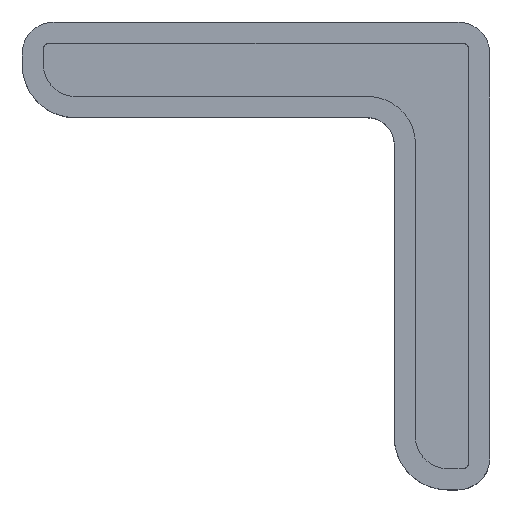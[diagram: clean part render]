
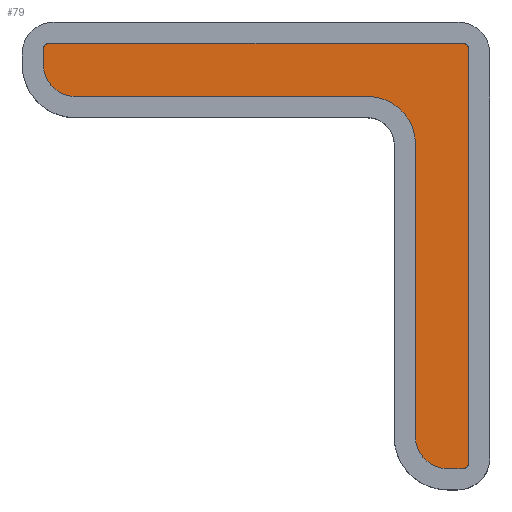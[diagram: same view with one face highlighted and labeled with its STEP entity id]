
A CAD part, top view. The second image highlights one B-rep face of the part: STEP entity #79.
In plain terms, the highlighted planar face has unit normal (0, 0, 1).
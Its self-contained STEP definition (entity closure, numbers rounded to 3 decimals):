
#79 = ADVANCED_FACE( '', ( #124 ), #125, .T. );
#124 = FACE_OUTER_BOUND( '', #203, .T. );
#125 = PLANE( '', #204 );
#203 = EDGE_LOOP( '', ( #365, #366, #367, #368, #369, #370, #371, #372, #373, #374, #375, #376 ) );
#204 = AXIS2_PLACEMENT_3D( '', #377, #378, #379 );
#365 = ORIENTED_EDGE( '', *, *, #642, .T. );
#366 = ORIENTED_EDGE( '', *, *, #645, .T. );
#367 = ORIENTED_EDGE( '', *, *, #646, .T. );
#368 = ORIENTED_EDGE( '', *, *, #647, .T. );
#369 = ORIENTED_EDGE( '', *, *, #648, .T. );
#370 = ORIENTED_EDGE( '', *, *, #649, .T. );
#371 = ORIENTED_EDGE( '', *, *, #650, .T. );
#372 = ORIENTED_EDGE( '', *, *, #651, .T. );
#373 = ORIENTED_EDGE( '', *, *, #652, .T. );
#374 = ORIENTED_EDGE( '', *, *, #653, .T. );
#375 = ORIENTED_EDGE( '', *, *, #654, .T. );
#376 = ORIENTED_EDGE( '', *, *, #655, .T. );
#377 = CARTESIAN_POINT( '', ( -0.5, -39.5, -13. ) );
#378 = DIRECTION( '', ( 0., 0., 1. ) );
#379 = DIRECTION( '', ( 1., 0., 0. ) );
#642 = EDGE_CURVE( '', #762, #760, #763, .T. );
#645 = EDGE_CURVE( '', #760, #765, #767, .T. );
#646 = EDGE_CURVE( '', #765, #768, #769, .T. );
#647 = EDGE_CURVE( '', #768, #770, #771, .T. );
#648 = EDGE_CURVE( '', #770, #772, #773, .T. );
#649 = EDGE_CURVE( '', #772, #774, #775, .T. );
#650 = EDGE_CURVE( '', #774, #776, #777, .T. );
#651 = EDGE_CURVE( '', #776, #778, #779, .T. );
#652 = EDGE_CURVE( '', #778, #780, #781, .T. );
#653 = EDGE_CURVE( '', #780, #782, #783, .T. );
#654 = EDGE_CURVE( '', #782, #784, #785, .T. );
#655 = EDGE_CURVE( '', #784, #762, #786, .T. );
#760 = VERTEX_POINT( '', #924 );
#762 = VERTEX_POINT( '', #927 );
#763 = CIRCLE( '', #928, 0.5 );
#765 = VERTEX_POINT( '', #931 );
#767 = LINE( '', #934, #935 );
#768 = VERTEX_POINT( '', #936 );
#769 = CIRCLE( '', #937, 0.5 );
#770 = VERTEX_POINT( '', #938 );
#771 = LINE( '', #939, #940 );
#772 = VERTEX_POINT( '', #941 );
#773 = CIRCLE( '', #942, 0.5 );
#774 = VERTEX_POINT( '', #943 );
#775 = LINE( '', #944, #945 );
#776 = VERTEX_POINT( '', #946 );
#777 = CIRCLE( '', #947, 3. );
#778 = VERTEX_POINT( '', #948 );
#779 = LINE( '', #949, #950 );
#780 = VERTEX_POINT( '', #951 );
#781 = CIRCLE( '', #952, 4.5 );
#782 = VERTEX_POINT( '', #953 );
#783 = LINE( '', #954, #955 );
#784 = VERTEX_POINT( '', #956 );
#785 = CIRCLE( '', #957, 3. );
#786 = LINE( '', #958, #959 );
#924 = CARTESIAN_POINT( '', ( 0., -39.5, -13. ) );
#927 = CARTESIAN_POINT( '', ( -0.5, -40., -13. ) );
#928 = AXIS2_PLACEMENT_3D( '', #1115, #1116, #1117 );
#931 = CARTESIAN_POINT( '', ( 0., -0.5, -13. ) );
#934 = CARTESIAN_POINT( '', ( 0., -39.5, -13. ) );
#935 = VECTOR( '', #1120, 1000. );
#936 = CARTESIAN_POINT( '', ( -0.5, 0., -13. ) );
#937 = AXIS2_PLACEMENT_3D( '', #1121, #1122, #1123 );
#938 = CARTESIAN_POINT( '', ( -39.5, 0., -13. ) );
#939 = CARTESIAN_POINT( '', ( -0.5, 0., -13. ) );
#940 = VECTOR( '', #1124, 1000. );
#941 = CARTESIAN_POINT( '', ( -40., -0.5, -13. ) );
#942 = AXIS2_PLACEMENT_3D( '', #1125, #1126, #1127 );
#943 = CARTESIAN_POINT( '', ( -40., -2., -13. ) );
#944 = CARTESIAN_POINT( '', ( -40., -0.5, -13. ) );
#945 = VECTOR( '', #1128, 1000. );
#946 = CARTESIAN_POINT( '', ( -37., -5., -13. ) );
#947 = AXIS2_PLACEMENT_3D( '', #1129, #1130, #1131 );
#948 = CARTESIAN_POINT( '', ( -9.5, -5., -13. ) );
#949 = CARTESIAN_POINT( '', ( -37., -5., -13. ) );
#950 = VECTOR( '', #1132, 1000. );
#951 = CARTESIAN_POINT( '', ( -5., -9.5, -13. ) );
#952 = AXIS2_PLACEMENT_3D( '', #1133, #1134, #1135 );
#953 = CARTESIAN_POINT( '', ( -5., -37., -13. ) );
#954 = CARTESIAN_POINT( '', ( -5., -9.5, -13. ) );
#955 = VECTOR( '', #1136, 1000. );
#956 = CARTESIAN_POINT( '', ( -2., -40., -13. ) );
#957 = AXIS2_PLACEMENT_3D( '', #1137, #1138, #1139 );
#958 = CARTESIAN_POINT( '', ( -2., -40., -13. ) );
#959 = VECTOR( '', #1140, 1000. );
#1115 = CARTESIAN_POINT( '', ( -0.5, -39.5, -13. ) );
#1116 = DIRECTION( '', ( 0., 0., 1. ) );
#1117 = DIRECTION( '', ( 0., -1., 0. ) );
#1120 = DIRECTION( '', ( 0., 1., 0. ) );
#1121 = CARTESIAN_POINT( '', ( -0.5, -0.5, -13. ) );
#1122 = DIRECTION( '', ( 0., 0., 1. ) );
#1123 = DIRECTION( '', ( 1., 0., 0. ) );
#1124 = DIRECTION( '', ( -1., 0., 0. ) );
#1125 = CARTESIAN_POINT( '', ( -39.5, -0.5, -13. ) );
#1126 = DIRECTION( '', ( 0., 0., 1. ) );
#1127 = DIRECTION( '', ( 0., 1., 0. ) );
#1128 = DIRECTION( '', ( 0., -1., 0. ) );
#1129 = CARTESIAN_POINT( '', ( -37., -2., -13. ) );
#1130 = DIRECTION( '', ( 0., 0., 1. ) );
#1131 = DIRECTION( '', ( -1., 0., 0. ) );
#1132 = DIRECTION( '', ( 1., 0., 0. ) );
#1133 = CARTESIAN_POINT( '', ( -9.5, -9.5, -13. ) );
#1134 = DIRECTION( '', ( 0., 0., -1. ) );
#1135 = DIRECTION( '', ( 0., 1., 0. ) );
#1136 = DIRECTION( '', ( 0., -1., 0. ) );
#1137 = CARTESIAN_POINT( '', ( -2., -37., -13. ) );
#1138 = DIRECTION( '', ( 0., 0., 1. ) );
#1139 = DIRECTION( '', ( -1., 0., 0. ) );
#1140 = DIRECTION( '', ( 1., 0., 0. ) );
